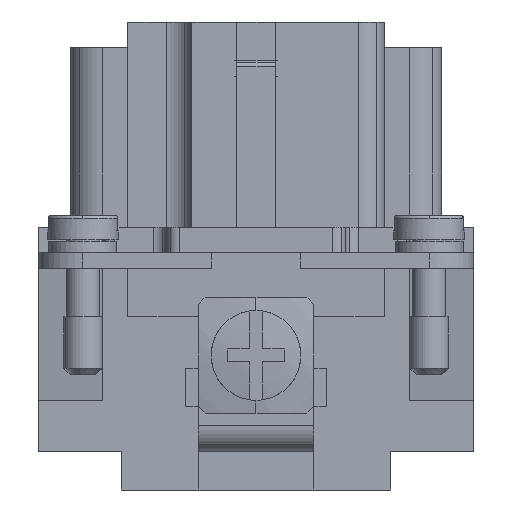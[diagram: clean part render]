
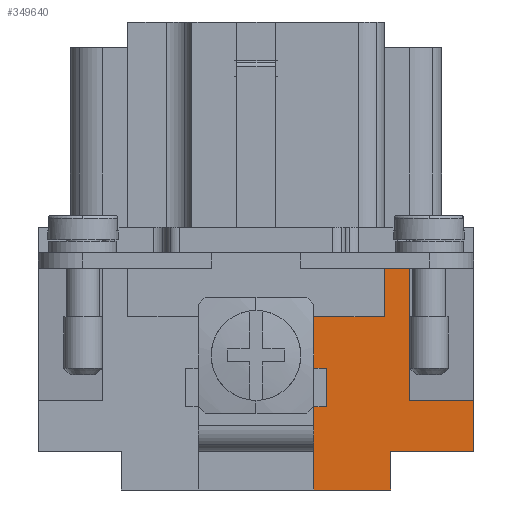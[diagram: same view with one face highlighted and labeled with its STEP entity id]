
A CAD part, left-side view. The second image highlights one B-rep face of the part: STEP entity #349640.
In plain terms, the highlighted planar face has unit normal (-1, 0, 0).
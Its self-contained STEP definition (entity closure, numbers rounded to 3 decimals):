
#193520=CARTESIAN_POINT('',(-45.,-4.5,-17.355));
#193530=VERTEX_POINT('',#193520);
#270050=CARTESIAN_POINT('',(-45.,-10.5,-17.5));
#270060=VERTEX_POINT('',#270050);
#270090=CARTESIAN_POINT('',(-45.,-10.5,-17.5));
#270100=DIRECTION('',(0.,-1.,0.));
#270110=VECTOR('',#270100,6.5);
#270120=LINE('',#270090,#270110);
#270130=CARTESIAN_POINT('',(-45.,-17.,-17.5));
#270140=VERTEX_POINT('',#270130);
#270150=EDGE_CURVE('',#270060,#270140,#270120,.T.);
#344150=CARTESIAN_POINT('',(-45.,-5.5,-14.));
#344160=VERTEX_POINT('',#344150);
#344210=CARTESIAN_POINT('',(-45.,-5.5,-14.));
#344220=DIRECTION('',(0.,1.,0.));
#344230=VECTOR('',#344220,1.);
#344240=LINE('',#344210,#344230);
#344250=CARTESIAN_POINT('',(-45.,-4.5,-14.));
#344260=VERTEX_POINT('',#344250);
#344270=EDGE_CURVE('',#344160,#344260,#344240,.T.);
#344610=CARTESIAN_POINT('',(-45.,-5.5,-11.));
#344620=VERTEX_POINT('',#344610);
#344670=CARTESIAN_POINT('',(-45.,-5.5,-11.));
#344680=DIRECTION('',(0.,0.,-1.));
#344690=VECTOR('',#344680,3.);
#344700=LINE('',#344670,#344690);
#344710=EDGE_CURVE('',#344620,#344160,#344700,.T.);
#345070=CARTESIAN_POINT('',(-45.,-4.5,-11.));
#345080=VERTEX_POINT('',#345070);
#345110=CARTESIAN_POINT('',(-45.,-4.5,-11.));
#345120=DIRECTION('',(0.,-1.,0.));
#345130=VECTOR('',#345120,1.);
#345140=LINE('',#345110,#345130);
#345150=EDGE_CURVE('',#345080,#344620,#345140,.T.);
#348410=CARTESIAN_POINT('',(-45.,-4.5,-7.));
#348420=VERTEX_POINT('',#348410);
#348450=CARTESIAN_POINT('',(-45.,-4.5,-7.));
#348460=DIRECTION('',(0.,0.,-1.));
#348470=VECTOR('',#348460,4.);
#348480=LINE('',#348450,#348470);
#348490=EDGE_CURVE('',#348420,#345080,#348480,.T.);
#348620=CARTESIAN_POINT('',(-45.,0.,-2.));
#348630=DIRECTION('',(1.,0.,0.));
#348640=DIRECTION('',(0.,0.,-1.));
#348650=AXIS2_PLACEMENT_3D('',#348620,#348630,#348640);
#348660=PLANE('',#348650);
#348670=ORIENTED_EDGE('',*,*,#348490,.T.);
#348680=CARTESIAN_POINT('',(-45.,-10.,-7.));
#348690=DIRECTION('',(0.,1.,0.));
#348700=VECTOR('',#348690,5.5);
#348710=LINE('',#348680,#348700);
#348720=CARTESIAN_POINT('',(-45.,-10.,-7.));
#348730=VERTEX_POINT('',#348720);
#348740=EDGE_CURVE('',#348730,#348420,#348710,.T.);
#348750=ORIENTED_EDGE('',*,*,#348740,.T.);
#348760=CARTESIAN_POINT('',(-45.,-10.,-3.2));
#348770=DIRECTION('',(0.,0.,-1.));
#348780=VECTOR('',#348770,3.8);
#348790=LINE('',#348760,#348780);
#348800=CARTESIAN_POINT('',(-45.,-10.,-3.2));
#348810=VERTEX_POINT('',#348800);
#348820=EDGE_CURVE('',#348810,#348730,#348790,.T.);
#348830=ORIENTED_EDGE('',*,*,#348820,.T.);
#348840=CARTESIAN_POINT('',(-45.,-12.,-3.2));
#348850=DIRECTION('',(0.,1.,0.));
#348860=VECTOR('',#348850,2.);
#348870=LINE('',#348840,#348860);
#348880=CARTESIAN_POINT('',(-45.,-12.,-3.2));
#348890=VERTEX_POINT('',#348880);
#348900=EDGE_CURVE('',#348890,#348810,#348870,.T.);
#348910=ORIENTED_EDGE('',*,*,#348900,.T.);
#348920=CARTESIAN_POINT('',(-45.,-12.,-13.5));
#348930=DIRECTION('',(0.,0.,1.));
#348940=VECTOR('',#348930,10.3);
#348950=LINE('',#348920,#348940);
#348960=CARTESIAN_POINT('',(-45.,-12.,-13.5));
#348970=VERTEX_POINT('',#348960);
#348980=EDGE_CURVE('',#348970,#348890,#348950,.T.);
#348990=ORIENTED_EDGE('',*,*,#348980,.T.);
#349000=CARTESIAN_POINT('',(-45.,-17.,-13.5));
#349010=DIRECTION('',(0.,1.,0.));
#349020=VECTOR('',#349010,5.);
#349030=LINE('',#349000,#349020);
#349040=CARTESIAN_POINT('',(-45.,-17.,-13.5));
#349050=VERTEX_POINT('',#349040);
#349060=EDGE_CURVE('',#349050,#348970,#349030,.T.);
#349070=ORIENTED_EDGE('',*,*,#349060,.T.);
#349080=CARTESIAN_POINT('',(-45.,-17.,-13.5));
#349090=DIRECTION('',(0.,0.,-1.));
#349100=VECTOR('',#349090,4.);
#349110=LINE('',#349080,#349100);
#349120=EDGE_CURVE('',#349050,#270140,#349110,.T.);
#349130=ORIENTED_EDGE('',*,*,#349120,.F.);
#349140=ORIENTED_EDGE('',*,*,#270150,.T.);
#349150=CARTESIAN_POINT('',(-45.,-10.5,-20.5));
#349160=DIRECTION('',(0.,0.,1.));
#349170=VECTOR('',#349160,3.);
#349180=LINE('',#349150,#349170);
#349190=CARTESIAN_POINT('',(-45.,-10.5,-20.5));
#349200=VERTEX_POINT('',#349190);
#349210=EDGE_CURVE('',#349200,#270060,#349180,.T.);
#349220=ORIENTED_EDGE('',*,*,#349210,.T.);
#349230=CARTESIAN_POINT('',(-45.,-10.5,-20.5));
#349240=DIRECTION('',(0.,1.,0.));
#349250=VECTOR('',#349240,6.);
#349260=LINE('',#349230,#349250);
#349270=CARTESIAN_POINT('',(-45.,-4.5,-20.5));
#349280=VERTEX_POINT('',#349270);
#349290=EDGE_CURVE('',#349200,#349280,#349260,.T.);
#349300=ORIENTED_EDGE('',*,*,#349290,.F.);
#349310=CARTESIAN_POINT('',(-45.,-4.5,-17.355));
#349320=DIRECTION('',(0.,0.,-1.));
#349330=VECTOR('',#349320,3.145);
#349340=LINE('',#349310,#349330);
#349350=EDGE_CURVE('',#193530,#349280,#349340,.T.);
#349360=ORIENTED_EDGE('',*,*,#349350,.T.);
#349370=CARTESIAN_POINT('',(-45.,-4.5,-16.251));
#349380=DIRECTION('',(0.,0.,-1.));
#349390=VECTOR('',#349380,1.104);
#349400=LINE('',#349370,#349390);
#349410=CARTESIAN_POINT('',(-45.,-4.5,-16.251));
#349420=VERTEX_POINT('',#349410);
#349430=EDGE_CURVE('',#349420,#193530,#349400,.T.);
#349440=ORIENTED_EDGE('',*,*,#349430,.T.);
#349450=CARTESIAN_POINT('',(-45.,-4.5,-16.25));
#349460=DIRECTION('',(0.,0.,-1.));
#349470=VECTOR('',#349460,0.001);
#349480=LINE('',#349450,#349470);
#349490=CARTESIAN_POINT('',(-45.,-4.5,-16.25));
#349500=VERTEX_POINT('',#349490);
#349510=EDGE_CURVE('',#349500,#349420,#349480,.T.);
#349520=ORIENTED_EDGE('',*,*,#349510,.T.);
#349530=CARTESIAN_POINT('',(-45.,-4.5,-14.));
#349540=DIRECTION('',(0.,0.,-1.));
#349550=VECTOR('',#349540,2.25);
#349560=LINE('',#349530,#349550);
#349570=EDGE_CURVE('',#344260,#349500,#349560,.T.);
#349580=ORIENTED_EDGE('',*,*,#349570,.T.);
#349590=ORIENTED_EDGE('',*,*,#344270,.T.);
#349600=ORIENTED_EDGE('',*,*,#344710,.T.);
#349610=ORIENTED_EDGE('',*,*,#345150,.T.);
#349620=EDGE_LOOP('',(#349610,#349600,#349590,#349580,#349520,#349440,
#349360,#349300,#349220,#349140,#349130,#349070,#348990,#348910,#348830,
#348750,#348670));
#349630=FACE_OUTER_BOUND('',#349620,.T.);
#349640=ADVANCED_FACE('',(#349630),#348660,.F.);
